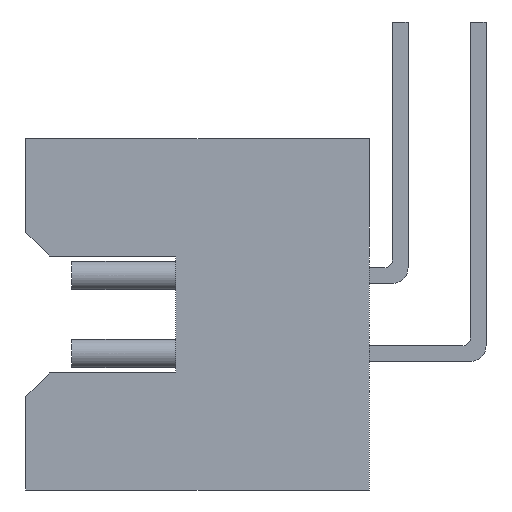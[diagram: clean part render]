
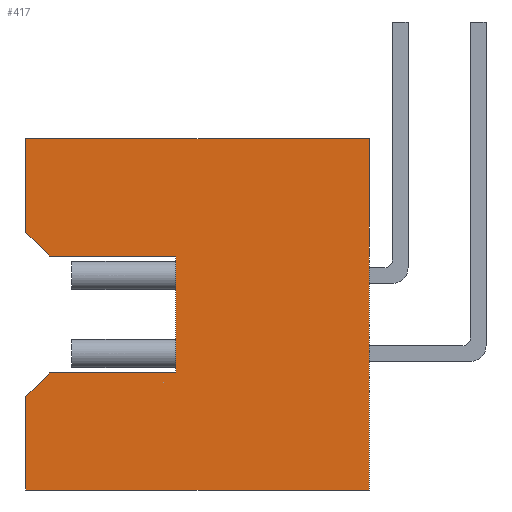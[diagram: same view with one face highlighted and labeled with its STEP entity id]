
A CAD part, left-side view. The second image highlights one B-rep face of the part: STEP entity #417.
In plain terms, the highlighted planar face has unit normal (-1, 0, 0).
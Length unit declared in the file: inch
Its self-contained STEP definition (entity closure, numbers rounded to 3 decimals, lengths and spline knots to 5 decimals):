
#417 = ADVANCED_FACE( '', ( #1040 ), #1041, .F. );
#1040 = FACE_OUTER_BOUND( '', #1927, .T. );
#1041 = PLANE( '', #1928 );
#1927 = EDGE_LOOP( '', ( #3016, #3017, #3018, #3019, #3020, #3021, #3022, #3023, #3024, #3025 ) );
#1928 = AXIS2_PLACEMENT_3D( '', #3026, #3027, #3028 );
#3016 = ORIENTED_EDGE( '', *, *, #5287, .T. );
#3017 = ORIENTED_EDGE( '', *, *, #5288, .T. );
#3018 = ORIENTED_EDGE( '', *, *, #5289, .F. );
#3019 = ORIENTED_EDGE( '', *, *, #5290, .F. );
#3020 = ORIENTED_EDGE( '', *, *, #5291, .T. );
#3021 = ORIENTED_EDGE( '', *, *, #5292, .F. );
#3022 = ORIENTED_EDGE( '', *, *, #5293, .T. );
#3023 = ORIENTED_EDGE( '', *, *, #5294, .T. );
#3024 = ORIENTED_EDGE( '', *, *, #5295, .F. );
#3025 = ORIENTED_EDGE( '', *, *, #5296, .F. );
#3026 = CARTESIAN_POINT( '', ( -0.3125, 0.22, -0.1125 ) );
#3027 = DIRECTION( '', ( 1., 0., 0. ) );
#3028 = DIRECTION( '', ( 0., 0., -1. ) );
#5287 = EDGE_CURVE( '', #6376, #6377, #6378, .T. );
#5288 = EDGE_CURVE( '', #6377, #6379, #6380, .T. );
#5289 = EDGE_CURVE( '', #6381, #6379, #6382, .T. );
#5290 = EDGE_CURVE( '', #6383, #6381, #6384, .T. );
#5291 = EDGE_CURVE( '', #6383, #6385, #6386, .T. );
#5292 = EDGE_CURVE( '', #6387, #6385, #6388, .T. );
#5293 = EDGE_CURVE( '', #6387, #6389, #6390, .T. );
#5294 = EDGE_CURVE( '', #6389, #6391, #6392, .T. );
#5295 = EDGE_CURVE( '', #6393, #6391, #6394, .T. );
#5296 = EDGE_CURVE( '', #6376, #6393, #6395, .T. );
#6376 = VERTEX_POINT( '', #7881 );
#6377 = VERTEX_POINT( '', #7882 );
#6378 = LINE( '', #7883, #7884 );
#6379 = VERTEX_POINT( '', #7885 );
#6380 = LINE( '', #7886, #7887 );
#6381 = VERTEX_POINT( '', #7888 );
#6382 = LINE( '', #7889, #7890 );
#6383 = VERTEX_POINT( '', #7891 );
#6384 = LINE( '', #7892, #7893 );
#6385 = VERTEX_POINT( '', #7894 );
#6386 = LINE( '', #7895, #7896 );
#6387 = VERTEX_POINT( '', #7897 );
#6388 = LINE( '', #7898, #7899 );
#6389 = VERTEX_POINT( '', #7900 );
#6390 = LINE( '', #7901, #7902 );
#6391 = VERTEX_POINT( '', #7903 );
#6392 = LINE( '', #7904, #7905 );
#6393 = VERTEX_POINT( '', #7906 );
#6394 = LINE( '', #7907, #7908 );
#6395 = LINE( '', #7909, #7910 );
#7881 = CARTESIAN_POINT( '', ( -0.3125, 0.22, 0.0525 ) );
#7882 = CARTESIAN_POINT( '', ( -0.3125, 0.205, 0.0375 ) );
#7883 = CARTESIAN_POINT( '', ( -0.3125, 0.22, 0.0525 ) );
#7884 = VECTOR( '', #9553, 39.37008 );
#7885 = CARTESIAN_POINT( '', ( -0.3125, 0.124, 0.0375 ) );
#7886 = CARTESIAN_POINT( '', ( -0.3125, 0.316, 0.0375 ) );
#7887 = VECTOR( '', #9554, 39.37008 );
#7888 = CARTESIAN_POINT( '', ( -0.3125, 0.124, -0.0375 ) );
#7889 = CARTESIAN_POINT( '', ( -0.3125, 0.124, -0.0375 ) );
#7890 = VECTOR( '', #9555, 39.37008 );
#7891 = CARTESIAN_POINT( '', ( -0.3125, 0.205, -0.0375 ) );
#7892 = CARTESIAN_POINT( '', ( -0.3125, 0.316, -0.0375 ) );
#7893 = VECTOR( '', #9556, 39.37008 );
#7894 = CARTESIAN_POINT( '', ( -0.3125, 0.22, -0.0525 ) );
#7895 = CARTESIAN_POINT( '', ( -0.3125, 0.205, -0.0375 ) );
#7896 = VECTOR( '', #9557, 39.37008 );
#7897 = CARTESIAN_POINT( '', ( -0.3125, 0.22, -0.1125 ) );
#7898 = CARTESIAN_POINT( '', ( -0.3125, 0.22, -0.1125 ) );
#7899 = VECTOR( '', #9558, 39.37008 );
#7900 = CARTESIAN_POINT( '', ( -0.3125, 0., -0.1125 ) );
#7901 = CARTESIAN_POINT( '', ( -0.3125, 0.22, -0.1125 ) );
#7902 = VECTOR( '', #9559, 39.37008 );
#7903 = CARTESIAN_POINT( '', ( -0.3125, 0., 0.1125 ) );
#7904 = CARTESIAN_POINT( '', ( -0.3125, 0., -0.1125 ) );
#7905 = VECTOR( '', #9560, 39.37008 );
#7906 = CARTESIAN_POINT( '', ( -0.3125, 0.22, 0.1125 ) );
#7907 = CARTESIAN_POINT( '', ( -0.3125, 0.22, 0.1125 ) );
#7908 = VECTOR( '', #9561, 39.37008 );
#7909 = CARTESIAN_POINT( '', ( -0.3125, 0.22, -0.1125 ) );
#7910 = VECTOR( '', #9562, 39.37008 );
#9553 = DIRECTION( '', ( 0., -0.707, -0.707 ) );
#9554 = DIRECTION( '', ( 0., -1., 0. ) );
#9555 = DIRECTION( '', ( 0., 0., 1. ) );
#9556 = DIRECTION( '', ( 0., -1., 0. ) );
#9557 = DIRECTION( '', ( 0., 0.707, -0.707 ) );
#9558 = DIRECTION( '', ( 0., 0., 1. ) );
#9559 = DIRECTION( '', ( 0., -1., 0. ) );
#9560 = DIRECTION( '', ( 0., 0., 1. ) );
#9561 = DIRECTION( '', ( 0., -1., 0. ) );
#9562 = DIRECTION( '', ( 0., 0., 1. ) );
